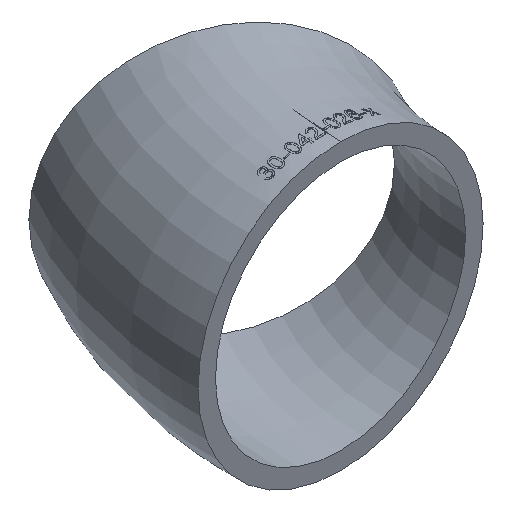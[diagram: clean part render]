
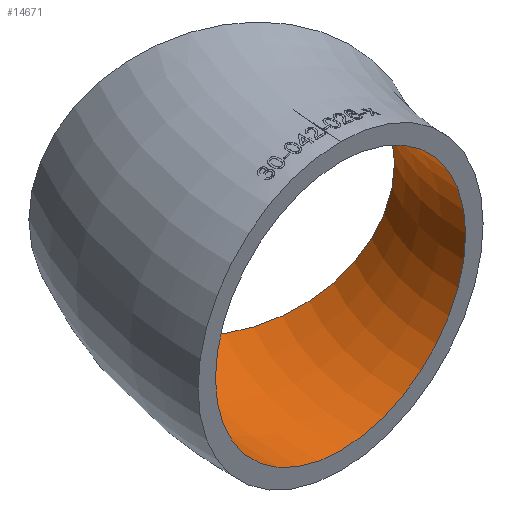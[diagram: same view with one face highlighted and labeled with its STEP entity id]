
A CAD part, isometric view. The second image highlights one B-rep face of the part: STEP entity #14671.
In plain terms, the highlighted toroidal (fillet/blend) face has major radius 47.5 mm and minor radius 18.6 mm.
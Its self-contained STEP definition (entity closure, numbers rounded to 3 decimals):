
#571 = CIRCLE ( 'NONE', #3949, 18.6 ) ;
#1788 = ORIENTED_EDGE ( 'NONE', *, *, #15294, .T. ) ;
#2560 = VERTEX_POINT ( 'NONE', #13330 ) ;
#3268 = FACE_OUTER_BOUND ( 'NONE', #7812, .T. ) ;
#3465 = EDGE_LOOP ( 'NONE', ( #1788 ) ) ;
#3949 = AXIS2_PLACEMENT_3D ( 'NONE', #7998, #15043, #12813 ) ;
#4680 = DIRECTION ( 'NONE',  ( 0., 0., -1. ) ) ;
#4983 = AXIS2_PLACEMENT_3D ( 'NONE', #6002, #4680, #10072 ) ;
#5181 = EDGE_CURVE ( 'NONE', #11666, #11666, #571, .T. ) ;
#6002 = CARTESIAN_POINT ( 'NONE',  ( 0., 0., 0. ) ) ;
#7812 = EDGE_LOOP ( 'NONE', ( #12420 ) ) ;
#7965 = CARTESIAN_POINT ( 'NONE',  ( -47.5, 0., 18.6 ) ) ;
#7998 = CARTESIAN_POINT ( 'NONE',  ( -47.5, 0., 0. ) ) ;
#10072 = DIRECTION ( 'NONE',  ( -1., 0., 0. ) ) ;
#10606 = TOROIDAL_SURFACE ( 'NONE', #4983, 47.5, 18.6 ) ;
#11151 = AXIS2_PLACEMENT_3D ( 'NONE', #11460, #11374, #14025 ) ;
#11374 = DIRECTION ( 'NONE',  ( 0.5, 0.866, 0. ) ) ;
#11460 = CARTESIAN_POINT ( 'NONE',  ( -41.136, 23.75, 0. ) ) ;
#11666 = VERTEX_POINT ( 'NONE', #7965 ) ;
#12420 = ORIENTED_EDGE ( 'NONE', *, *, #5181, .F. ) ;
#12813 = DIRECTION ( 'NONE',  ( 0., 0., 1. ) ) ;
#13330 = CARTESIAN_POINT ( 'NONE',  ( -57.244, 33.05, 0. ) ) ;
#13948 = FACE_OUTER_BOUND ( 'NONE', #3465, .T. ) ;
#14025 = DIRECTION ( 'NONE',  ( -0.866, 0.5, 0. ) ) ;
#14671 = ADVANCED_FACE ( 'NONE', ( #13948, #3268 ), #10606, .F. ) ;
#15043 = DIRECTION ( 'NONE',  ( 0., 1., 0. ) ) ;
#15294 = EDGE_CURVE ( 'NONE', #2560, #2560, #16776, .T. ) ;
#16776 = CIRCLE ( 'NONE', #11151, 18.6 ) ;
